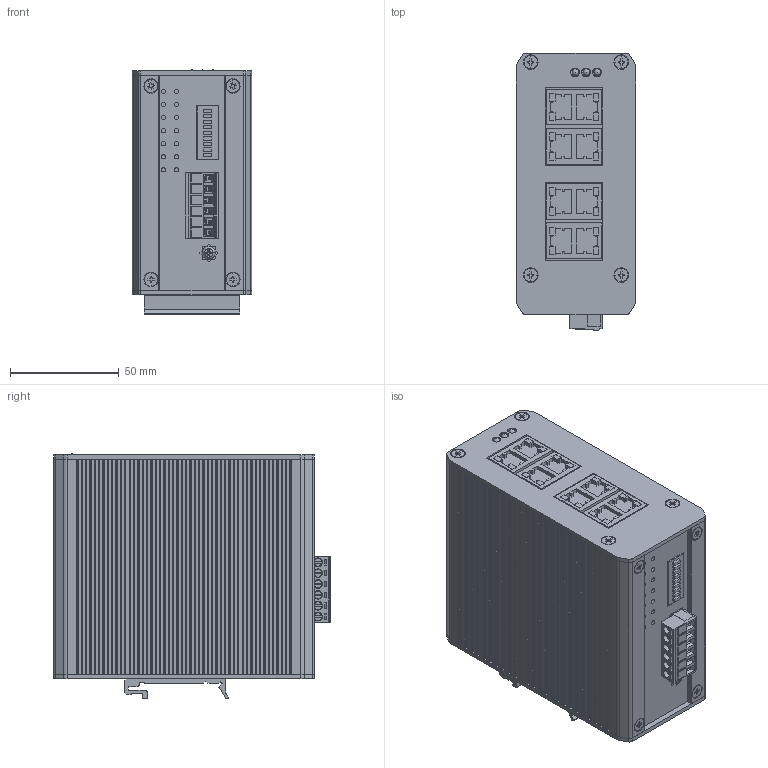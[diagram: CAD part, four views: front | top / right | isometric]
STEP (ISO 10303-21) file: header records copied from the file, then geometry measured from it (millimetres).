
FILE_DESCRIPTION (( 'STEP AP214' ), '1' );
FILE_NAME ('JetNet 3008G_V2_3D-STP.STEP', '2022-12-22T10:05:08', ( '' ), ( '' ), 'SwSTEP 2.0', 'SolidWorks 2018', '' );
FILE_SCHEMA (( 'AUTOMOTIVE_DESIGN' ));
Length unit declared in the file: millimetre
Products named in the file (13): TERMINAL-BLOCK-06P.stp; 0-SCREW-120-M3X6_W0001.stp; FRONTPANEL_3008GV2.stp; SCREW-ROUND-M3-WS-8L.stp; 0-LED-1X3-1301-IGS0001.stp; DIP-SW-9PIN_W__I00.stp; 3008-IO-TOP-3D_W__000.stp; TERMINAL_BLOCK_FEMAL_6PIN.stp; JetNet 3008G_V2_3D-STP; JETNET3008G_V2_Sean.stp; 0-RJ-1X2-3008-3D_W0001.stp; 3D-DINRAILKIT-44W-0001.stp; 3008-IO-REAR-3D_W_0001.stp
Assembly tree (29 placements, depth 3):
  JetNet 3008G_V2_3D-STP
    JETNET3008G_V2_Sean.stp
      0-LED-1X3-1301-IGS0001.stp
      0-SCREW-120-M3X6_W0001.stp  x15
      3008-IO-TOP-3D_W__000.stp
      FRONTPANEL_3008GV2.stp
      3008-IO-REAR-3D_W_0001.stp
      3D-DINRAILKIT-44W-0001.stp
      0-RJ-1X2-3008-3D_W0001.stp  x4
      TERMINAL-BLOCK-06P.stp
      DIP-SW-9PIN_W__I00.stp
      SCREW-ROUND-M3-WS-8L.stp
      TERMINAL_BLOCK_FEMAL_6PIN.stp
Bounding box: 55 x 127.37 x 112.5 mm (x, y, z)
Volume: 672157.5 mm3; surface area: 121861.3 mm2
Topology: 28 solids, 30 shells, 2627 faces, 7017 edges, 4532 vertices
Faces by surface type: plane 1599, cylinder 739, cone 163, torus 78, bspline 43, sphere 5
Entity records: 74811 total; most frequent: CARTESIAN_POINT 21519, ORIENTED_EDGE 11110, DIRECTION 10808, EDGE_CURVE 5555, LINE 3836, VECTOR 3836, VERTEX_POINT 3575, AXIS2_PLACEMENT_3D 3486
